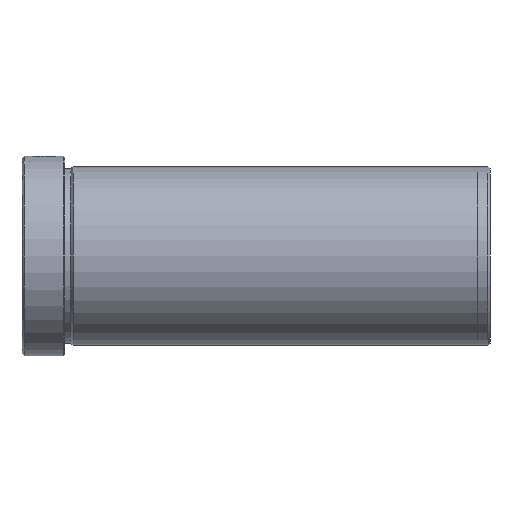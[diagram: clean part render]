
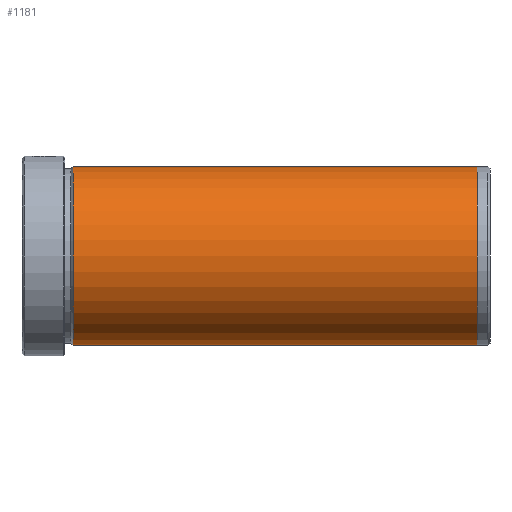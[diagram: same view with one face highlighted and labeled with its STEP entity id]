
A CAD part, left-side view. The second image highlights one B-rep face of the part: STEP entity #1181.
In plain terms, the highlighted cylindrical face has radius 21 mm (diameter 42 mm), a partial arc.
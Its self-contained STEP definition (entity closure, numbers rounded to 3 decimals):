
#30 = DIRECTION ( 'NONE',  ( 0., 1., 0. ) ) ;
#114 = DIRECTION ( 'NONE',  ( 0., 0., 1. ) ) ;
#228 = ORIENTED_EDGE ( 'NONE', *, *, #1182, .F. ) ;
#246 = EDGE_LOOP ( 'NONE', ( #228, #1646, #1801, #808 ) ) ;
#252 = FACE_OUTER_BOUND ( 'NONE', #246, .T. ) ;
#279 = CIRCLE ( 'NONE', #638, 21. ) ;
#303 = VECTOR ( 'NONE', #520, 1000. ) ;
#388 = CARTESIAN_POINT ( 'NONE',  ( 0., -107., 21. ) ) ;
#442 = VERTEX_POINT ( 'NONE', #1076 ) ;
#520 = DIRECTION ( 'NONE',  ( 0., 1., 0. ) ) ;
#606 = VECTOR ( 'NONE', #1141, 1000. ) ;
#637 = CIRCLE ( 'NONE', #655, 21. ) ;
#638 = AXIS2_PLACEMENT_3D ( 'NONE', #1638, #759, #1791 ) ;
#655 = AXIS2_PLACEMENT_3D ( 'NONE', #853, #30, #1002 ) ;
#716 = LINE ( 'NONE', #1383, #303 ) ;
#759 = DIRECTION ( 'NONE',  ( 0., -1., 0. ) ) ;
#808 = ORIENTED_EDGE ( 'NONE', *, *, #1663, .F. ) ;
#832 = CARTESIAN_POINT ( 'NONE',  ( 0., -12., 21. ) ) ;
#853 = CARTESIAN_POINT ( 'NONE',  ( 0., -12., 0. ) ) ;
#886 = EDGE_CURVE ( 'NONE', #1207, #442, #279, .T. ) ;
#938 = DIRECTION ( 'NONE',  ( 0., 1., 0. ) ) ;
#978 = LINE ( 'NONE', #1745, #606 ) ;
#999 = AXIS2_PLACEMENT_3D ( 'NONE', #1319, #938, #114 ) ;
#1002 = DIRECTION ( 'NONE',  ( 0., 0., 1. ) ) ;
#1076 = CARTESIAN_POINT ( 'NONE',  ( 0., -107., -21. ) ) ;
#1141 = DIRECTION ( 'NONE',  ( 0., 1., 0. ) ) ;
#1181 = ADVANCED_FACE ( 'NONE', ( #252 ), #1349, .T. ) ;
#1182 = EDGE_CURVE ( 'NONE', #442, #1668, #716, .T. ) ;
#1207 = VERTEX_POINT ( 'NONE', #388 ) ;
#1319 = CARTESIAN_POINT ( 'NONE',  ( 0., 0., 0. ) ) ;
#1349 = CYLINDRICAL_SURFACE ( 'NONE', #999, 21. ) ;
#1383 = CARTESIAN_POINT ( 'NONE',  ( 0., 0., -21. ) ) ;
#1638 = CARTESIAN_POINT ( 'NONE',  ( 0., -107., 0. ) ) ;
#1639 = VERTEX_POINT ( 'NONE', #832 ) ;
#1646 = ORIENTED_EDGE ( 'NONE', *, *, #886, .F. ) ;
#1663 = EDGE_CURVE ( 'NONE', #1668, #1639, #637, .T. ) ;
#1668 = VERTEX_POINT ( 'NONE', #1737 ) ;
#1674 = EDGE_CURVE ( 'NONE', #1207, #1639, #978, .T. ) ;
#1737 = CARTESIAN_POINT ( 'NONE',  ( 0., -12., -21. ) ) ;
#1745 = CARTESIAN_POINT ( 'NONE',  ( 0., 0., 21. ) ) ;
#1791 = DIRECTION ( 'NONE',  ( 0., 0., -1. ) ) ;
#1801 = ORIENTED_EDGE ( 'NONE', *, *, #1674, .T. ) ;
